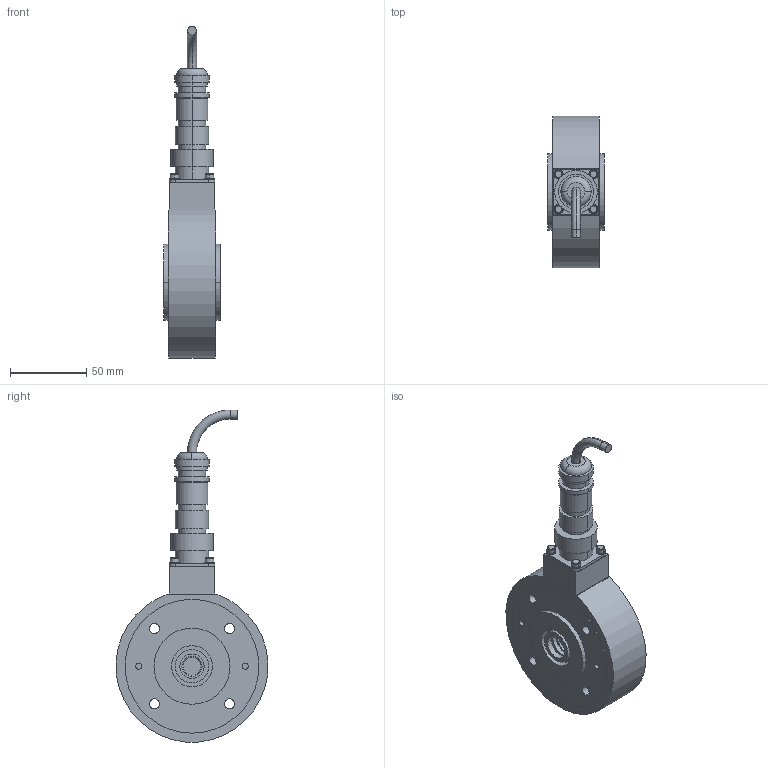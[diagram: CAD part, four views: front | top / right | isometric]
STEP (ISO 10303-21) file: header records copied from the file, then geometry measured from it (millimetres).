
FILE_DESCRIPTION((''),'2;1');
FILE_NAME('50041.stp','2007-09-21T11:17:07',(''),(''),'Mechanical Desktop 2007','Mechanical Desktop 2007',', , ');
FILE_SCHEMA(('CONFIG_CONTROL_DESIGN'));
Length unit declared in the file: millimetre
Products named in the file (26): L50041; L4866604; TEIL1AA; L48891; TEIL1A; L47590; TEIL1AAAA; L49026; TEIL1; I-6KT_SCHRAUBE_M3X25A; I-6KT_SCHRAUBE_M3X25; FEDERRING_M3; FEDERRING_M3A; L4340301; TEIL1AAA; I-6KT_SCHRAUBE_M5X25_NK; I-6KT_SCHRAUBE_M5X25_NKA; V_RING_V16A; V_RING_V16AA; PENDELKUGELLAGER_1201TV; PENDELKUGELLAGER_1201TVA; SICHERUNGSRINGV_J32; SICHERUNGSRINGV_J32A; KABELDOSE_PG_AMPH_4-POL; KABELDOSE_PG_AMPH_4-POLA; RM_SDB
Assembly tree (35 placements, depth 3):
  L50041
    L4866604
      TEIL1AA
    L48891
      TEIL1A
    L47590
      TEIL1AAAA
    L49026
      TEIL1
    I-6KT_SCHRAUBE_M3X25A  x4
      I-6KT_SCHRAUBE_M3X25
    FEDERRING_M3  x4
      FEDERRING_M3A
    L4340301  x2
      TEIL1AAA
    I-6KT_SCHRAUBE_M5X25_NK  x2
      I-6KT_SCHRAUBE_M5X25_NKA
    V_RING_V16A
      V_RING_V16AA
    PENDELKUGELLAGER_1201TV
      PENDELKUGELLAGER_1201TVA
    SICHERUNGSRINGV_J32
      SICHERUNGSRINGV_J32A
    KABELDOSE_PG_AMPH_4-POL
      KABELDOSE_PG_AMPH_4-POLA
    RM_SDB  x3
Bounding box: 37.2 x 99.85 x 218.32 mm (x, y, z)
Volume: 272503 mm3; surface area: 97603.5 mm2
Topology: 20 solids, 20 shells, 368 faces, 861 edges, 574 vertices
Faces by surface type: cylinder 223, plane 101, torus 24, cone 18, bspline 2
Entity records: 9318 total; most frequent: CARTESIAN_POINT 1729, DIRECTION 1705, ORIENTED_EDGE 1332, AXIS2_PLACEMENT_3D 735, EDGE_CURVE 666, VERTEX_POINT 444, CIRCLE 420, EDGE_LOOP 404
